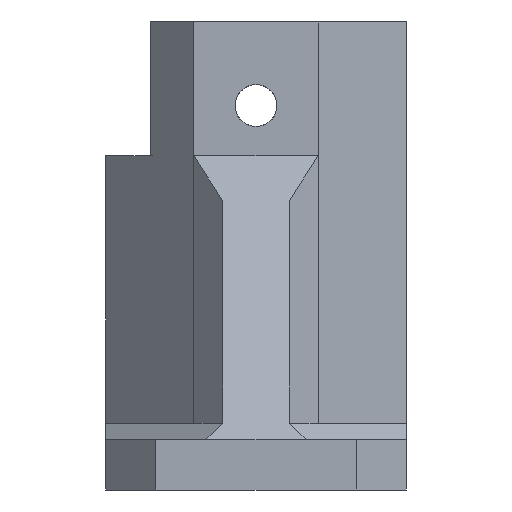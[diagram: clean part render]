
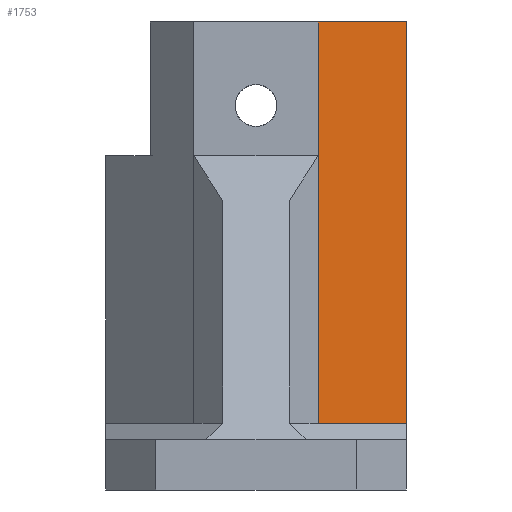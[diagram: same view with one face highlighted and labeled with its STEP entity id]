
A CAD part, front view. The second image highlights one B-rep face of the part: STEP entity #1753.
In plain terms, the highlighted planar face has unit normal (0.707, -0.707, 0).
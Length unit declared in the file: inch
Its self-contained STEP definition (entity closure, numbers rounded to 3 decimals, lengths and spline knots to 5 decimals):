
#72 = EDGE_CURVE ( 'NONE', #2302, #2052, #1044, .T. ) ;
#141 = VERTEX_POINT ( 'NONE', #1489 ) ;
#288 = EDGE_LOOP ( 'NONE', ( #363, #970, #2133, #1209 ) ) ;
#363 = ORIENTED_EDGE ( 'NONE', *, *, #510, .T. ) ;
#401 = CARTESIAN_POINT ( 'NONE',  ( 0.5625, -0.233, 1.625 ) ) ;
#459 = DIRECTION ( 'NONE',  ( 0.707, 0.707, 0. ) ) ;
#469 = CARTESIAN_POINT ( 'NONE',  ( 0.233, -0.5625, 1.625 ) ) ;
#510 = EDGE_CURVE ( 'NONE', #2052, #1377, #2071, .T. ) ;
#518 = DIRECTION ( 'NONE',  ( 0.707, 0.707, 0. ) ) ;
#626 = CARTESIAN_POINT ( 'NONE',  ( 0.233, -0.5625, 1.62504 ) ) ;
#656 = DIRECTION ( 'NONE',  ( 0., 0., -1. ) ) ;
#685 = DIRECTION ( 'NONE',  ( -0.707, -0.707, 0. ) ) ;
#970 = ORIENTED_EDGE ( 'NONE', *, *, #2107, .T. ) ;
#972 = VECTOR ( 'NONE', #656, 39.37008 ) ;
#1044 = LINE ( 'NONE', #1286, #2700 ) ;
#1100 = AXIS2_PLACEMENT_3D ( 'NONE', #2000, #2444, #518 ) ;
#1134 = EDGE_CURVE ( 'NONE', #2302, #141, #1474, .T. ) ;
#1209 = ORIENTED_EDGE ( 'NONE', *, *, #72, .T. ) ;
#1261 = DIRECTION ( 'NONE',  ( 0., 0., -1. ) ) ;
#1286 = CARTESIAN_POINT ( 'NONE',  ( 0.5625, -0.233, 1.625 ) ) ;
#1377 = VERTEX_POINT ( 'NONE', #1598 ) ;
#1474 = LINE ( 'NONE', #2303, #972 ) ;
#1489 = CARTESIAN_POINT ( 'NONE',  ( 0.5625, -0.233, 0.12486 ) ) ;
#1511 = LINE ( 'NONE', #2371, #1950 ) ;
#1578 = PLANE ( 'NONE',  #1100 ) ;
#1598 = CARTESIAN_POINT ( 'NONE',  ( 0.233, -0.5625, 0.12486 ) ) ;
#1753 = ADVANCED_FACE ( 'NONE', ( #2432 ), #1578, .T. ) ;
#1950 = VECTOR ( 'NONE', #459, 39.37008 ) ;
#2000 = CARTESIAN_POINT ( 'NONE',  ( 0.5625, -0.233, 1.62504 ) ) ;
#2052 = VERTEX_POINT ( 'NONE', #469 ) ;
#2071 = LINE ( 'NONE', #626, #2445 ) ;
#2107 = EDGE_CURVE ( 'NONE', #1377, #141, #1511, .T. ) ;
#2133 = ORIENTED_EDGE ( 'NONE', *, *, #1134, .F. ) ;
#2302 = VERTEX_POINT ( 'NONE', #401 ) ;
#2303 = CARTESIAN_POINT ( 'NONE',  ( 0.5625, -0.233, 1.62504 ) ) ;
#2371 = CARTESIAN_POINT ( 'NONE',  ( 0.5625, -0.233, 0.12486 ) ) ;
#2432 = FACE_OUTER_BOUND ( 'NONE', #288, .T. ) ;
#2444 = DIRECTION ( 'NONE',  ( 0.707, -0.707, 0. ) ) ;
#2445 = VECTOR ( 'NONE', #1261, 39.37008 ) ;
#2700 = VECTOR ( 'NONE', #685, 39.37008 ) ;
